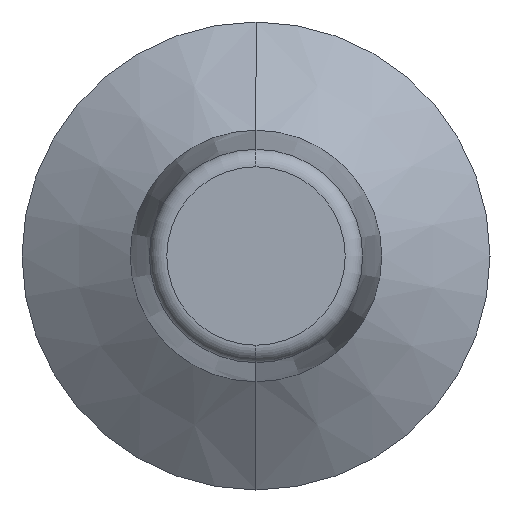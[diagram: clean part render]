
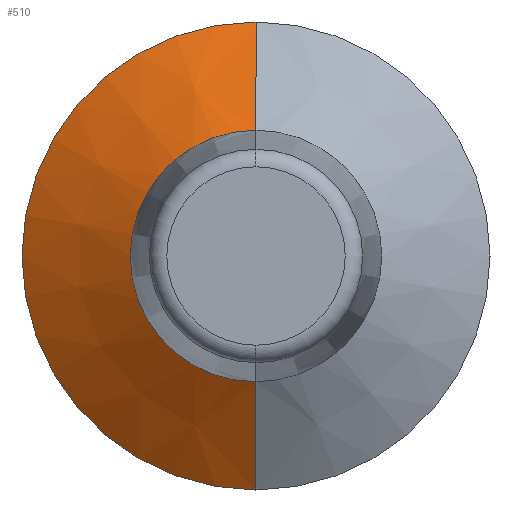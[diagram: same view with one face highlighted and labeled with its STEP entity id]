
A CAD part, left-side view. The second image highlights one B-rep face of the part: STEP entity #510.
In plain terms, the highlighted conical face has half-angle 55.954 degrees and reference radius 8 mm.
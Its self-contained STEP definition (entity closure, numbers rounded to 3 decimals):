
#19 = CARTESIAN_POINT ( 'NONE',  ( 26.5, 0., 0. ) ) ;
#36 = VERTEX_POINT ( 'NONE', #312 ) ;
#38 = CARTESIAN_POINT ( 'NONE',  ( 26.5, 0., 8. ) ) ;
#41 = CARTESIAN_POINT ( 'NONE',  ( 24., 0., -4.3 ) ) ;
#48 = DIRECTION ( 'NONE',  ( 0.56, 0., 0.829 ) ) ;
#80 = VERTEX_POINT ( 'NONE', #38 ) ;
#88 = LINE ( 'NONE', #90, #453 ) ;
#90 = CARTESIAN_POINT ( 'NONE',  ( 26.5, 0., 8. ) ) ;
#98 = EDGE_CURVE ( 'NONE', #36, #284, #440, .T. ) ;
#116 = EDGE_CURVE ( 'NONE', #284, #426, #461, .T. ) ;
#141 = FACE_OUTER_BOUND ( 'NONE', #164, .T. ) ;
#150 = CARTESIAN_POINT ( 'NONE',  ( 26.5, 0., -8. ) ) ;
#164 = EDGE_LOOP ( 'NONE', ( #327, #473, #167, #203 ) ) ;
#167 = ORIENTED_EDGE ( 'NONE', *, *, #176, .T. ) ;
#176 = EDGE_CURVE ( 'NONE', #80, #426, #422, .T. ) ;
#179 = DIRECTION ( 'NONE',  ( -1., 0., 0. ) ) ;
#181 = CARTESIAN_POINT ( 'NONE',  ( 26.5, 0., 0. ) ) ;
#192 = VECTOR ( 'NONE', #222, 1000. ) ;
#203 = ORIENTED_EDGE ( 'NONE', *, *, #116, .F. ) ;
#204 = CONICAL_SURFACE ( 'NONE', #502, 8., 0.977 ) ;
#222 = DIRECTION ( 'NONE',  ( 0.56, 0., -0.829 ) ) ;
#224 = CARTESIAN_POINT ( 'NONE',  ( 24., 0., 0. ) ) ;
#284 = VERTEX_POINT ( 'NONE', #41 ) ;
#293 = AXIS2_PLACEMENT_3D ( 'NONE', #19, #179, #387 ) ;
#311 = DIRECTION ( 'NONE',  ( -1., 0., 0. ) ) ;
#312 = CARTESIAN_POINT ( 'NONE',  ( 24., 0., 4.3 ) ) ;
#327 = ORIENTED_EDGE ( 'NONE', *, *, #98, .F. ) ;
#340 = AXIS2_PLACEMENT_3D ( 'NONE', #224, #311, #419 ) ;
#364 = CARTESIAN_POINT ( 'NONE',  ( 26.5, 0., -8. ) ) ;
#387 = DIRECTION ( 'NONE',  ( 0., 0., 1. ) ) ;
#394 = EDGE_CURVE ( 'NONE', #36, #80, #88, .T. ) ;
#416 = DIRECTION ( 'NONE',  ( 0., 0., -1. ) ) ;
#419 = DIRECTION ( 'NONE',  ( 0., 0., 1. ) ) ;
#422 = CIRCLE ( 'NONE', #293, 8. ) ;
#426 = VERTEX_POINT ( 'NONE', #364 ) ;
#440 = CIRCLE ( 'NONE', #340, 4.3 ) ;
#453 = VECTOR ( 'NONE', #48, 1000. ) ;
#454 = DIRECTION ( 'NONE',  ( 1., 0., 0. ) ) ;
#461 = LINE ( 'NONE', #150, #192 ) ;
#473 = ORIENTED_EDGE ( 'NONE', *, *, #394, .T. ) ;
#502 = AXIS2_PLACEMENT_3D ( 'NONE', #181, #454, #416 ) ;
#510 = ADVANCED_FACE ( 'NONE', ( #141 ), #204, .T. ) ;
